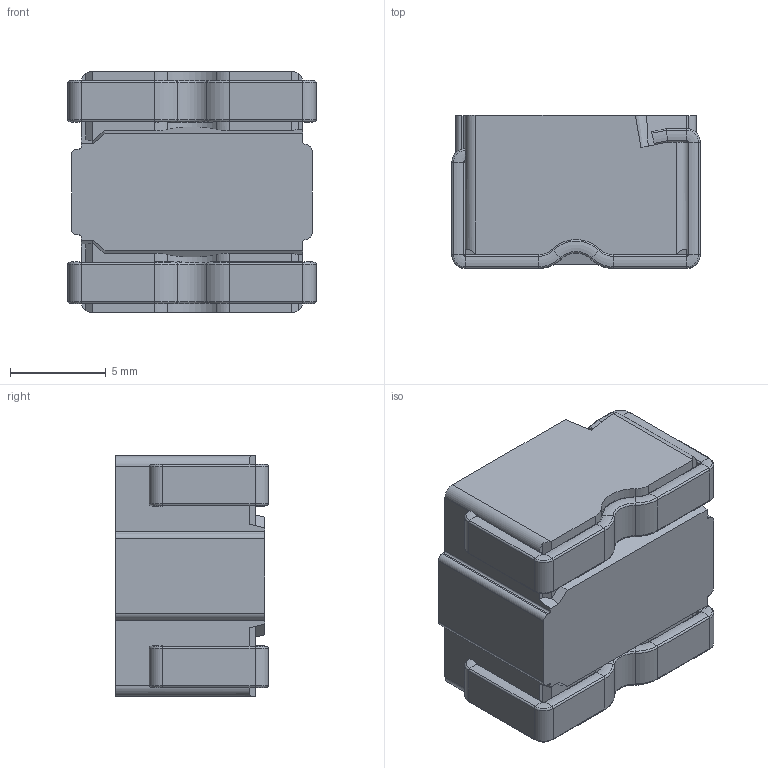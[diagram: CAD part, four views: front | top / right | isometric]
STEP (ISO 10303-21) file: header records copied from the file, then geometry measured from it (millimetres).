
FILE_DESCRIPTION (( 'STEP AP214' ), '1' );
FILE_NAME ('ETQP8MR33JFA.STEP', '2024-01-15T00:01:12', ( '' ), ( '' ), 'SwSTEP 2.0', 'SolidWorks 2022', '' );
FILE_SCHEMA (( 'AUTOMOTIVE_DESIGN' ));
Length unit declared in the file: millimetre
Products named in the file (1): ETQP8MR33JFA
Bounding box: 13 x 8 x 12.6 mm (x, y, z)
Volume: 1180.2 mm3; surface area: 972.5 mm2
Topology: 3 solids, 3 shells, 272 faces, 616 edges, 334 vertices
Faces by surface type: cylinder 122, torus 84, plane 64, bspline 2
Entity records: 10519 total; most frequent: CARTESIAN_POINT 1446, DIRECTION 1391, ORIENTED_EDGE 1200, EDGE_CURVE 600, AXIS2_PLACEMENT_3D 561, VERTEX_POINT 334, CIRCLE 290, UNCERTAINTY_MEASURE_WITH_UNIT 277
